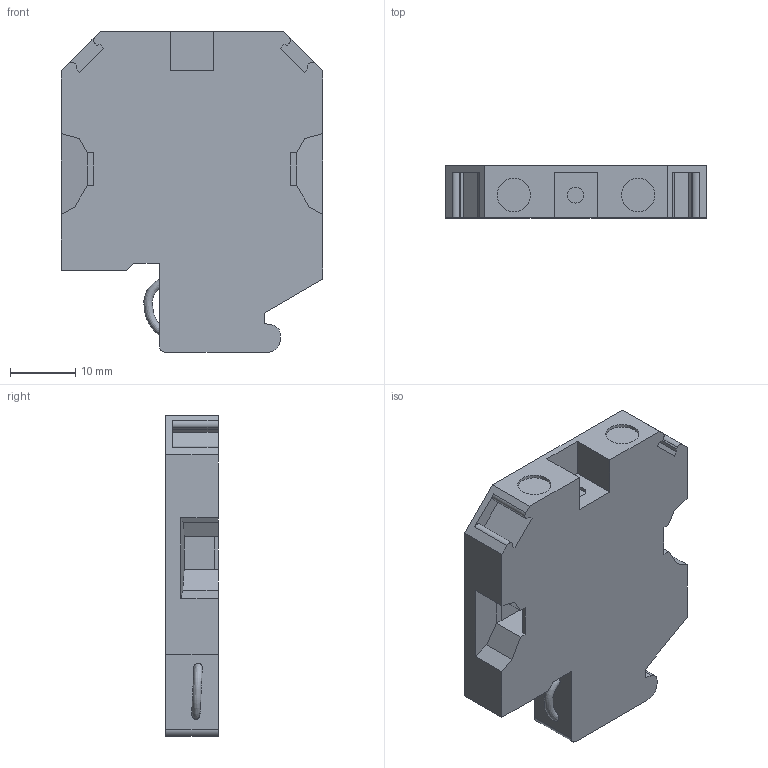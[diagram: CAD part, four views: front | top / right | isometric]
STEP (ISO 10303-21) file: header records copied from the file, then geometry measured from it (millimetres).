
FILE_DESCRIPTION(/* description */ ('Unknown'),/* implementation_level */ '2;1');
FILE_NAME(/* name */ 'CST6_KH_3D_SOLID',/* time_stamp */ '2024-11-21T10:51:47+05:00',/* author */ ('Unknown'),/* organization */ ('Unknown'),/* preprocessor_version */ 'ST-DEVELOPER v16.7',/* originating_system */ 'Solid Edge',/* authorisation */ 'Unknown');
FILE_SCHEMA (('AUTOMOTIVE_DESIGN {1 0 10303 214 3 1 1}'));
Length unit declared in the file: millimetre
Products named in the file (1): CST6_KH_3D_SOLID
Bounding box: 40 x 8 x 49 mm (x, y, z)
Volume: 11918 mm3; surface area: 5351.4 mm2
Topology: 1 solids, 1 shells, 76 faces, 210 edges, 139 vertices
Faces by surface type: plane 65, cylinder 10, bspline 1
Full cylindrical faces by diameter (mm): 2.459 x1, 5.1 x2
Entity records: 3152 total; most frequent: CARTESIAN_POINT 662, ORIENTED_EDGE 410, DIRECTION 373, EDGE_CURVE 205, LINE 181, VECTOR 181, VERTEX_POINT 138, AXIS2_PLACEMENT_3D 96
